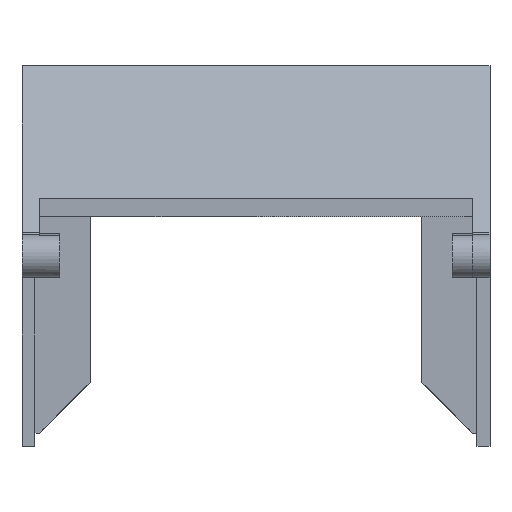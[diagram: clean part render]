
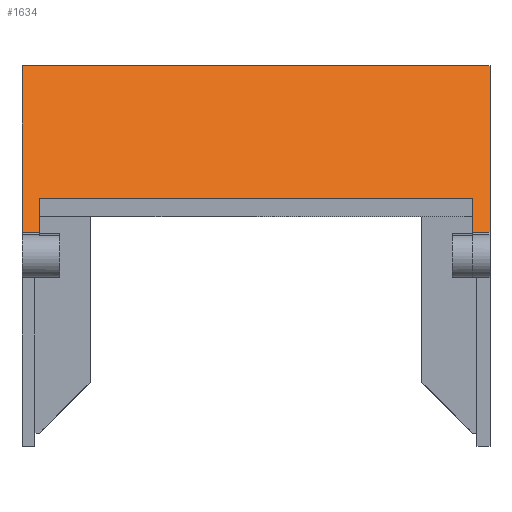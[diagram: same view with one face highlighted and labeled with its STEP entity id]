
A CAD part, front view. The second image highlights one B-rep face of the part: STEP entity #1634.
In plain terms, the highlighted planar face has unit normal (0, -0.707, 0.707).
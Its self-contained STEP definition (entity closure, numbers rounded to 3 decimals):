
#1582=AXIS2_PLACEMENT_3D('Plane Axis2P3D',#1579,#1580,#1581) ;
#370=CARTESIAN_POINT('Line Origine',(27.,23.273,43.9)) ;
#374=CARTESIAN_POINT('Vertex',(0.,23.273,43.9)) ;
#376=CARTESIAN_POINT('Vertex',(54.,23.273,43.9)) ;
#423=CARTESIAN_POINT('Vertex',(54.,4.041,24.668)) ;
#524=CARTESIAN_POINT('Line Origine',(54.,13.657,34.284)) ;
#1579=CARTESIAN_POINT('Axis2P3D Location',(27.,23.273,43.9)) ;
#1584=CARTESIAN_POINT('Line Origine',(1.,4.041,24.668)) ;
#1588=CARTESIAN_POINT('Vertex',(0.,4.041,24.668)) ;
#1590=CARTESIAN_POINT('Vertex',(2.,4.041,24.668)) ;
#1593=CARTESIAN_POINT('Line Origine',(2.,6.008,26.635)) ;
#1597=CARTESIAN_POINT('Vertex',(2.,7.975,28.602)) ;
#1600=CARTESIAN_POINT('Line Origine',(27.,7.975,28.602)) ;
#1604=CARTESIAN_POINT('Vertex',(52.,7.975,28.602)) ;
#1607=CARTESIAN_POINT('Line Origine',(52.,6.008,26.635)) ;
#1611=CARTESIAN_POINT('Vertex',(52.,4.041,24.668)) ;
#1614=CARTESIAN_POINT('Line Origine',(53.,4.041,24.668)) ;
#1619=CARTESIAN_POINT('Line Origine',(0.,13.657,34.284)) ;
#371=DIRECTION('Vector Direction',(1.,0.,0.)) ;
#525=DIRECTION('Vector Direction',(0.,0.707,0.707)) ;
#1580=DIRECTION('Axis2P3D Direction',(0.,-0.707,0.707)) ;
#1581=DIRECTION('Axis2P3D XDirection',(0.,-0.707,-0.707)) ;
#1585=DIRECTION('Vector Direction',(1.,0.,0.)) ;
#1594=DIRECTION('Vector Direction',(0.,0.707,0.707)) ;
#1601=DIRECTION('Vector Direction',(1.,0.,0.)) ;
#1608=DIRECTION('Vector Direction',(0.,0.707,0.707)) ;
#1615=DIRECTION('Vector Direction',(-1.,0.,0.)) ;
#1620=DIRECTION('Vector Direction',(0.,0.707,0.707)) ;
#372=VECTOR('Line Direction',#371,1.) ;
#526=VECTOR('Line Direction',#525,1.) ;
#1586=VECTOR('Line Direction',#1585,1.) ;
#1595=VECTOR('Line Direction',#1594,1.) ;
#1602=VECTOR('Line Direction',#1601,1.) ;
#1609=VECTOR('Line Direction',#1608,1.) ;
#1616=VECTOR('Line Direction',#1615,1.) ;
#1621=VECTOR('Line Direction',#1620,1.) ;
#1625=ORIENTED_EDGE('',*,*,#1592,.T.) ;
#1626=ORIENTED_EDGE('',*,*,#1599,.F.) ;
#1627=ORIENTED_EDGE('',*,*,#1606,.T.) ;
#1628=ORIENTED_EDGE('',*,*,#1613,.T.) ;
#1629=ORIENTED_EDGE('',*,*,#1618,.F.) ;
#1630=ORIENTED_EDGE('',*,*,#528,.F.) ;
#1631=ORIENTED_EDGE('',*,*,#378,.F.) ;
#1632=ORIENTED_EDGE('',*,*,#1623,.F.) ;
#1634=ADVANCED_FACE('Hauptk\X2\00F6\X0\rper',(#1633),#1583,.T.) ;
#378=EDGE_CURVE('',#375,#377,#373,.T.) ;
#528=EDGE_CURVE('',#377,#424,#527,.F.) ;
#1592=EDGE_CURVE('',#1589,#1591,#1587,.T.) ;
#1599=EDGE_CURVE('',#1598,#1591,#1596,.F.) ;
#1606=EDGE_CURVE('',#1598,#1605,#1603,.T.) ;
#1613=EDGE_CURVE('',#1605,#1612,#1610,.F.) ;
#1618=EDGE_CURVE('',#424,#1612,#1617,.T.) ;
#1623=EDGE_CURVE('',#1589,#375,#1622,.T.) ;
#1624=EDGE_LOOP('',(#1625,#1626,#1627,#1628,#1629,#1630,#1631,#1632)) ;
#1633=FACE_OUTER_BOUND('',#1624,.T.) ;
#373=LINE('Line',#370,#372) ;
#527=LINE('Line',#524,#526) ;
#1587=LINE('Line',#1584,#1586) ;
#1596=LINE('Line',#1593,#1595) ;
#1603=LINE('Line',#1600,#1602) ;
#1610=LINE('Line',#1607,#1609) ;
#1617=LINE('Line',#1614,#1616) ;
#1622=LINE('Line',#1619,#1621) ;
#1583=PLANE('',#1582) ;
#375=VERTEX_POINT('',#374) ;
#377=VERTEX_POINT('',#376) ;
#424=VERTEX_POINT('',#423) ;
#1589=VERTEX_POINT('',#1588) ;
#1591=VERTEX_POINT('',#1590) ;
#1598=VERTEX_POINT('',#1597) ;
#1605=VERTEX_POINT('',#1604) ;
#1612=VERTEX_POINT('',#1611) ;
